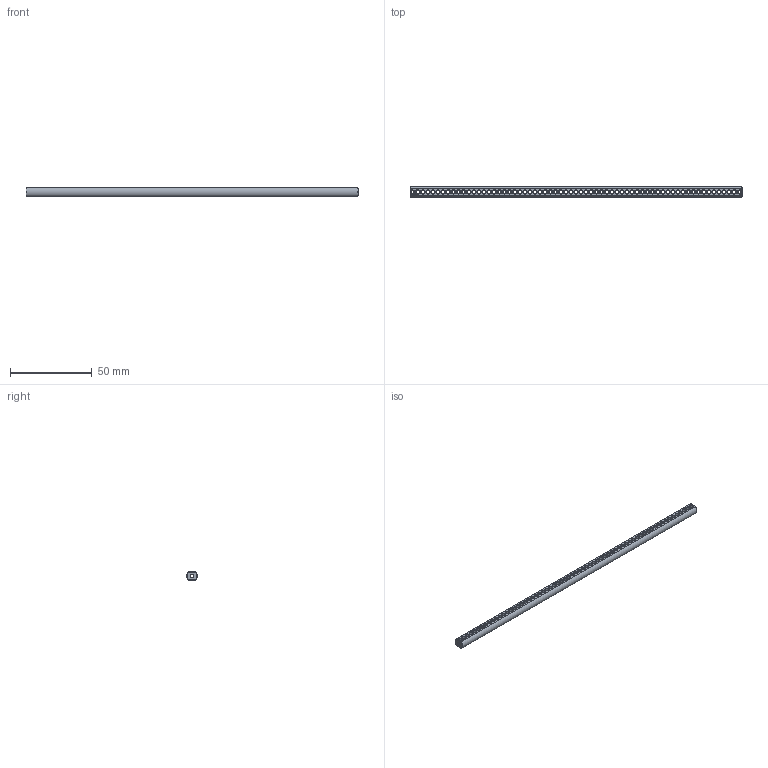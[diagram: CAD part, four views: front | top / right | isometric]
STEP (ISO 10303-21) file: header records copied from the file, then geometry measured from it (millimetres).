
FILE_DESCRIPTION(('FreeCAD Model'),'2;1');
FILE_NAME('Open CASCADE Shape Model','2024-06-18T14:52:05',(''),(''), 'Open CASCADE STEP processor 7.6','FreeCAD','Unknown');
FILE_SCHEMA(('AUTOMOTIVE_DESIGN { 1 0 10303 214 1 1 1 1 }'));
Length unit declared in the file: millimetre
Products named in the file (1): Shaft IDX BU16.25 - SPN-SFT-0185 (stemfie.org)
Bounding box: 203.12 x 6.6 x 5 mm (x, y, z)
Volume: 4635.9 mm3; surface area: 5842.9 mm2
Topology: 1 solids, 1 shells, 812 faces, 2471 edges, 1558 vertices
Faces by surface type: plane 316, cylinder 198, extrusion 164, cone 134
Full cylindrical faces by diameter (mm): 2 x196
Entity records: 28391 total; most frequent: CARTESIAN_POINT 5826, ORIENTED_EDGE 4942, DIRECTION 4411, EDGE_CURVE 2471, VERTEX_POINT 1558, VECTOR 1501, AXIS2_PLACEMENT_3D 1455, LINE 1337
